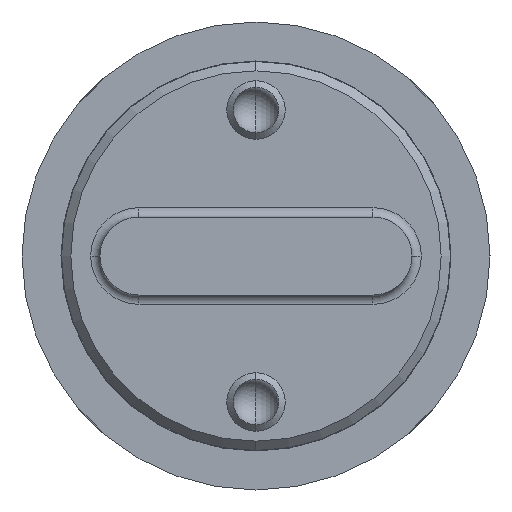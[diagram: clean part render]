
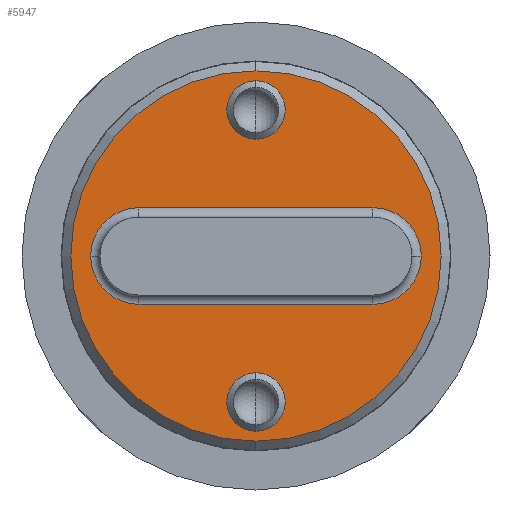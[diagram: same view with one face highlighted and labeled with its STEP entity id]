
A CAD part, left-side view. The second image highlights one B-rep face of the part: STEP entity #5947.
In plain terms, the highlighted planar face has unit normal (-1, 0, 0).
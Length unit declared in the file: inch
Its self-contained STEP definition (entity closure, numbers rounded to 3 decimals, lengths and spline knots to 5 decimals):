
#284 = DIRECTION ( 'NONE',  ( 1., 0., 0. ) ) ;
#290 = CARTESIAN_POINT ( 'NONE',  ( -1.94046, 0.18328, 1.12228 ) ) ;
#499 = EDGE_CURVE ( 'NONE', #8534, #9445, #3780, .T. ) ;
#542 = CARTESIAN_POINT ( 'NONE',  ( -1.94046, 1.24328, 1.12228 ) ) ;
#562 = EDGE_LOOP ( 'NONE', ( #4604, #9625 ) ) ;
#729 = AXIS2_PLACEMENT_3D ( 'NONE', #1696, #8400, #2648 ) ;
#818 = AXIS2_PLACEMENT_3D ( 'NONE', #2357, #5354, #11974 ) ;
#854 = VERTEX_POINT ( 'NONE', #2898 ) ;
#911 = ORIENTED_EDGE ( 'NONE', *, *, #7789, .F. ) ;
#1014 = CIRCLE ( 'NONE', #1170, 0.09375 ) ;
#1037 = ORIENTED_EDGE ( 'NONE', *, *, #8439, .T. ) ;
#1170 = AXIS2_PLACEMENT_3D ( 'NONE', #7800, #2050, #8795 ) ;
#1552 = DIRECTION ( 'NONE',  ( 0., 0., 1. ) ) ;
#1696 = CARTESIAN_POINT ( 'NONE',  ( -1.94046, 0.71328, 1.59028 ) ) ;
#1704 = AXIS2_PLACEMENT_3D ( 'NONE', #10147, #4384, #11101 ) ;
#1934 = ORIENTED_EDGE ( 'NONE', *, *, #499, .T. ) ;
#2004 = CARTESIAN_POINT ( 'NONE',  ( -1.94046, 0.71328, 1.49653 ) ) ;
#2050 = DIRECTION ( 'NONE',  ( -1., 0., 0. ) ) ;
#2078 = AXIS2_PLACEMENT_3D ( 'NONE', #11498, #7396, #1552 ) ;
#2128 = EDGE_CURVE ( 'NONE', #9445, #3744, #4820, .T. ) ;
#2189 = DIRECTION ( 'NONE',  ( 1., 0., 0. ) ) ;
#2190 = FACE_BOUND ( 'NONE', #6930, .T. ) ;
#2313 = DIRECTION ( 'NONE',  ( -1., 0., 0. ) ) ;
#2338 = VECTOR ( 'NONE', #5781, 39.37008 ) ;
#2357 = CARTESIAN_POINT ( 'NONE',  ( -1.94046, 0.33828, 1.12228 ) ) ;
#2506 = FACE_BOUND ( 'NONE', #562, .T. ) ;
#2544 = EDGE_CURVE ( 'NONE', #7264, #9891, #4632, .T. ) ;
#2648 = DIRECTION ( 'NONE',  ( 0., 0., 1. ) ) ;
#2715 = CIRCLE ( 'NONE', #2940, 0.155 ) ;
#2895 = AXIS2_PLACEMENT_3D ( 'NONE', #5270, #10904, #11273 ) ;
#2898 = CARTESIAN_POINT ( 'NONE',  ( -1.94046, 0.71328, 0.56053 ) ) ;
#2900 = DIRECTION ( 'NONE',  ( 0., 0., 1. ) ) ;
#2940 = AXIS2_PLACEMENT_3D ( 'NONE', #5978, #284, #6924 ) ;
#3237 = EDGE_CURVE ( 'NONE', #3248, #11046, #11198, .T. ) ;
#3248 = VERTEX_POINT ( 'NONE', #10044 ) ;
#3669 = EDGE_LOOP ( 'NONE', ( #9159, #10920 ) ) ;
#3744 = VERTEX_POINT ( 'NONE', #10035 ) ;
#3780 = CIRCLE ( 'NONE', #7223, 0.155 ) ;
#3792 = CARTESIAN_POINT ( 'NONE',  ( -1.94046, 0.71328, 1.68403 ) ) ;
#3835 = LINE ( 'NONE', #9612, #11161 ) ;
#3872 = DIRECTION ( 'NONE',  ( 0., 1., 0. ) ) ;
#4032 = VERTEX_POINT ( 'NONE', #8126 ) ;
#4131 = EDGE_CURVE ( 'NONE', #9857, #10224, #6900, .T. ) ;
#4143 = AXIS2_PLACEMENT_3D ( 'NONE', #11682, #9484, #2900 ) ;
#4167 = ORIENTED_EDGE ( 'NONE', *, *, #4131, .T. ) ;
#4384 = DIRECTION ( 'NONE',  ( -1., 0., 0. ) ) ;
#4604 = ORIENTED_EDGE ( 'NONE', *, *, #7870, .F. ) ;
#4632 = CIRCLE ( 'NONE', #2895, 0.09375 ) ;
#4732 = FACE_OUTER_BOUND ( 'NONE', #3669, .T. ) ;
#4820 = CIRCLE ( 'NONE', #2078, 0.155 ) ;
#5040 = FACE_BOUND ( 'NONE', #9241, .T. ) ;
#5116 = CARTESIAN_POINT ( 'NONE',  ( -1.94046, 1.08828, 0.96728 ) ) ;
#5270 = CARTESIAN_POINT ( 'NONE',  ( -1.94046, 0.71328, 1.59028 ) ) ;
#5354 = DIRECTION ( 'NONE',  ( 1., 0., 0. ) ) ;
#5781 = DIRECTION ( 'NONE',  ( 0., -1., 0. ) ) ;
#5820 = CARTESIAN_POINT ( 'NONE',  ( -1.94046, 0.71328, 1.27728 ) ) ;
#5947 = ADVANCED_FACE ( 'NONE', ( #2506, #2190, #5040, #4732 ), #12080, .T. ) ;
#5978 = CARTESIAN_POINT ( 'NONE',  ( -1.94046, 0.33828, 1.12228 ) ) ;
#5987 = EDGE_CURVE ( 'NONE', #3744, #9857, #9685, .T. ) ;
#6270 = VERTEX_POINT ( 'NONE', #7528 ) ;
#6621 = CARTESIAN_POINT ( 'NONE',  ( -1.94046, 0.33828, 1.27728 ) ) ;
#6723 = AXIS2_PLACEMENT_3D ( 'NONE', #11315, #11038, #11282 ) ;
#6900 = CIRCLE ( 'NONE', #818, 0.155 ) ;
#6924 = DIRECTION ( 'NONE',  ( 0., 0., 1. ) ) ;
#6930 = EDGE_LOOP ( 'NONE', ( #911, #10743 ) ) ;
#6938 = CARTESIAN_POINT ( 'NONE',  ( -1.94046, 1.08828, 1.12228 ) ) ;
#7223 = AXIS2_PLACEMENT_3D ( 'NONE', #6938, #2189, #8938 ) ;
#7264 = VERTEX_POINT ( 'NONE', #2004 ) ;
#7396 = DIRECTION ( 'NONE',  ( 1., 0., 0. ) ) ;
#7528 = CARTESIAN_POINT ( 'NONE',  ( -1.94046, 0.33828, 0.96728 ) ) ;
#7789 = EDGE_CURVE ( 'NONE', #4032, #854, #11990, .T. ) ;
#7800 = CARTESIAN_POINT ( 'NONE',  ( -1.94046, 0.71328, 0.65428 ) ) ;
#7870 = EDGE_CURVE ( 'NONE', #9891, #7264, #12137, .T. ) ;
#8053 = CARTESIAN_POINT ( 'NONE',  ( -1.94046, 0.71328, 1.12228 ) ) ;
#8126 = CARTESIAN_POINT ( 'NONE',  ( -1.94046, 0.71328, 0.74803 ) ) ;
#8374 = CIRCLE ( 'NONE', #9405, 0.5935 ) ;
#8400 = DIRECTION ( 'NONE',  ( -1., 0., 0. ) ) ;
#8439 = EDGE_CURVE ( 'NONE', #10224, #6270, #2715, .T. ) ;
#8534 = VERTEX_POINT ( 'NONE', #5116 ) ;
#8795 = DIRECTION ( 'NONE',  ( 0., 0., 1. ) ) ;
#8938 = DIRECTION ( 'NONE',  ( 0., 0., 1. ) ) ;
#9054 = DIRECTION ( 'NONE',  ( 0., 0., 1. ) ) ;
#9159 = ORIENTED_EDGE ( 'NONE', *, *, #3237, .T. ) ;
#9241 = EDGE_LOOP ( 'NONE', ( #12063, #4167, #1037, #11703, #1934, #12095 ) ) ;
#9405 = AXIS2_PLACEMENT_3D ( 'NONE', #8053, #2313, #9054 ) ;
#9445 = VERTEX_POINT ( 'NONE', #542 ) ;
#9484 = DIRECTION ( 'NONE',  ( -1., 0., 0. ) ) ;
#9544 = CARTESIAN_POINT ( 'NONE',  ( -1.94046, 0.71328, 1.71578 ) ) ;
#9612 = CARTESIAN_POINT ( 'NONE',  ( -1.94046, 0.71328, 0.96728 ) ) ;
#9625 = ORIENTED_EDGE ( 'NONE', *, *, #2544, .F. ) ;
#9685 = LINE ( 'NONE', #5820, #2338 ) ;
#9857 = VERTEX_POINT ( 'NONE', #6621 ) ;
#9891 = VERTEX_POINT ( 'NONE', #3792 ) ;
#10035 = CARTESIAN_POINT ( 'NONE',  ( -1.94046, 1.08828, 1.27728 ) ) ;
#10044 = CARTESIAN_POINT ( 'NONE',  ( -1.94046, 0.71328, 0.52878 ) ) ;
#10147 = CARTESIAN_POINT ( 'NONE',  ( -1.94046, 0.71328, 0.65428 ) ) ;
#10224 = VERTEX_POINT ( 'NONE', #290 ) ;
#10381 = EDGE_CURVE ( 'NONE', #11046, #3248, #8374, .T. ) ;
#10743 = ORIENTED_EDGE ( 'NONE', *, *, #11130, .F. ) ;
#10904 = DIRECTION ( 'NONE',  ( -1., 0., 0. ) ) ;
#10920 = ORIENTED_EDGE ( 'NONE', *, *, #10381, .T. ) ;
#11038 = DIRECTION ( 'NONE',  ( -1., 0., 0. ) ) ;
#11046 = VERTEX_POINT ( 'NONE', #9544 ) ;
#11101 = DIRECTION ( 'NONE',  ( 0., 0., 1. ) ) ;
#11130 = EDGE_CURVE ( 'NONE', #854, #4032, #1014, .T. ) ;
#11161 = VECTOR ( 'NONE', #3872, 39.37008 ) ;
#11198 = CIRCLE ( 'NONE', #4143, 0.5935 ) ;
#11273 = DIRECTION ( 'NONE',  ( 0., 0., 1. ) ) ;
#11282 = DIRECTION ( 'NONE',  ( 0., 0., 1. ) ) ;
#11315 = CARTESIAN_POINT ( 'NONE',  ( -1.94046, 0.71328, 1.12228 ) ) ;
#11498 = CARTESIAN_POINT ( 'NONE',  ( -1.94046, 1.08828, 1.12228 ) ) ;
#11682 = CARTESIAN_POINT ( 'NONE',  ( -1.94046, 0.71328, 1.12228 ) ) ;
#11703 = ORIENTED_EDGE ( 'NONE', *, *, #12143, .T. ) ;
#11974 = DIRECTION ( 'NONE',  ( 0., 0., 1. ) ) ;
#11990 = CIRCLE ( 'NONE', #1704, 0.09375 ) ;
#12063 = ORIENTED_EDGE ( 'NONE', *, *, #5987, .T. ) ;
#12080 = PLANE ( 'NONE',  #6723 ) ;
#12095 = ORIENTED_EDGE ( 'NONE', *, *, #2128, .T. ) ;
#12137 = CIRCLE ( 'NONE', #729, 0.09375 ) ;
#12143 = EDGE_CURVE ( 'NONE', #6270, #8534, #3835, .T. ) ;
